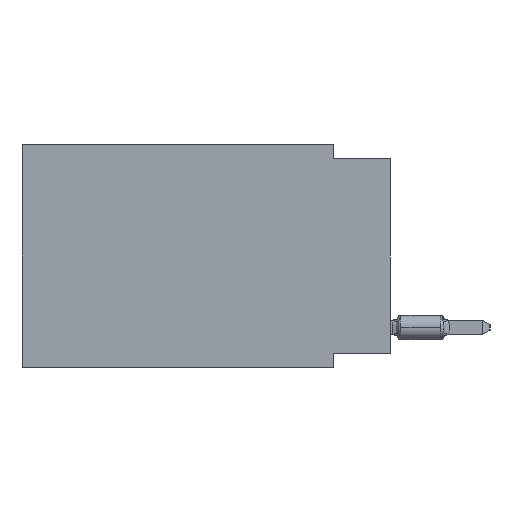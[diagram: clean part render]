
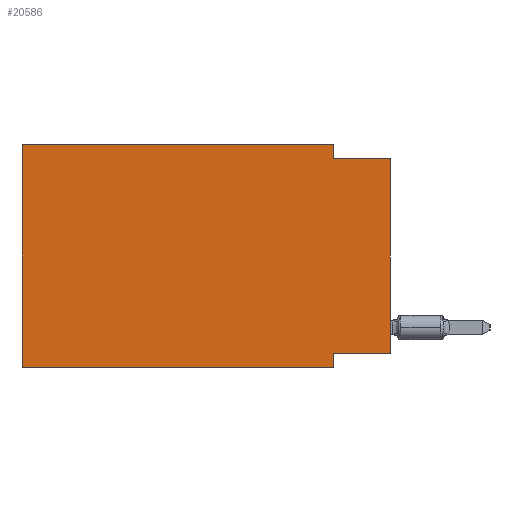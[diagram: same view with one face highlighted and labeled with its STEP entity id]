
A CAD part, left-side view. The second image highlights one B-rep face of the part: STEP entity #20586.
In plain terms, the highlighted planar face has unit normal (-1, 0, 0).
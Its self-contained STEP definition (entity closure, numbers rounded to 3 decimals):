
#162 = EDGE_CURVE ( 'NONE', #30550, #9534, #4945, .T. ) ;
#398 = CARTESIAN_POINT ( 'NONE',  ( 0., 16.383, 0. ) ) ;
#1410 = ORIENTED_EDGE ( 'NONE', *, *, #8794, .F. ) ;
#1512 = VERTEX_POINT ( 'NONE', #7034 ) ;
#2236 = CARTESIAN_POINT ( 'NONE',  ( 0., 2.54, 0. ) ) ;
#2496 = FACE_OUTER_BOUND ( 'NONE', #29538, .T. ) ;
#2636 = VERTEX_POINT ( 'NONE', #13695 ) ;
#4588 = DIRECTION ( 'NONE',  ( 0., 0., -1. ) ) ;
#4945 = LINE ( 'NONE', #25538, #8067 ) ;
#5355 = CARTESIAN_POINT ( 'NONE',  ( 0., 16.383, 0. ) ) ;
#5377 = CARTESIAN_POINT ( 'NONE',  ( 0., 16.383, -9.906 ) ) ;
#6631 = DIRECTION ( 'NONE',  ( 0., 1., 0. ) ) ;
#7034 = CARTESIAN_POINT ( 'NONE',  ( 0., 2.54, 0. ) ) ;
#7057 = ORIENTED_EDGE ( 'NONE', *, *, #10946, .F. ) ;
#7611 = CARTESIAN_POINT ( 'NONE',  ( 0., 2.54, -9.906 ) ) ;
#7933 = ORIENTED_EDGE ( 'NONE', *, *, #11709, .T. ) ;
#8067 = VECTOR ( 'NONE', #13034, 1000. ) ;
#8320 = DIRECTION ( 'NONE',  ( 0., -1., 0. ) ) ;
#8751 = EDGE_CURVE ( 'NONE', #25611, #9534, #22473, .T. ) ;
#8794 = EDGE_CURVE ( 'NONE', #1512, #30649, #25175, .T. ) ;
#8955 = ORIENTED_EDGE ( 'NONE', *, *, #9484, .F. ) ;
#9283 = VECTOR ( 'NONE', #4588, 1000. ) ;
#9484 = EDGE_CURVE ( 'NONE', #30649, #19639, #25002, .T. ) ;
#9534 = VERTEX_POINT ( 'NONE', #27195 ) ;
#9722 = LINE ( 'NONE', #32644, #17745 ) ;
#10912 = DIRECTION ( 'NONE',  ( 0., 0., 1. ) ) ;
#10946 = EDGE_CURVE ( 'NONE', #20867, #25611, #16926, .T. ) ;
#11067 = LINE ( 'NONE', #21524, #17823 ) ;
#11709 = EDGE_CURVE ( 'NONE', #20867, #19639, #9722, .T. ) ;
#12470 = EDGE_CURVE ( 'NONE', #2636, #1512, #23508, .T. ) ;
#13034 = DIRECTION ( 'NONE',  ( 0., -1., 0. ) ) ;
#13117 = PLANE ( 'NONE',  #24223 ) ;
#13628 = CARTESIAN_POINT ( 'NONE',  ( 0., 2.54, -9.271 ) ) ;
#13695 = CARTESIAN_POINT ( 'NONE',  ( 0., 16.383, 0. ) ) ;
#14351 = ORIENTED_EDGE ( 'NONE', *, *, #8751, .F. ) ;
#15646 = DIRECTION ( 'NONE',  ( 1., 0., 0. ) ) ;
#16225 = VECTOR ( 'NONE', #8320, 1000. ) ;
#16771 = ORIENTED_EDGE ( 'NONE', *, *, #27751, .F. ) ;
#16926 = LINE ( 'NONE', #29584, #27255 ) ;
#17302 = DIRECTION ( 'NONE',  ( 0., 0., 1. ) ) ;
#17745 = VECTOR ( 'NONE', #17302, 1000. ) ;
#17823 = VECTOR ( 'NONE', #10912, 1000. ) ;
#17903 = DIRECTION ( 'NONE',  ( 0., 0., -1. ) ) ;
#19639 = VERTEX_POINT ( 'NONE', #28416 ) ;
#20586 = ADVANCED_FACE ( 'NONE', ( #2496 ), #13117, .F. ) ;
#20867 = VERTEX_POINT ( 'NONE', #25230 ) ;
#21524 = CARTESIAN_POINT ( 'NONE',  ( 0., 16.383, 0. ) ) ;
#22473 = LINE ( 'NONE', #7611, #22766 ) ;
#22766 = VECTOR ( 'NONE', #17903, 1000. ) ;
#22807 = ORIENTED_EDGE ( 'NONE', *, *, #162, .T. ) ;
#23508 = LINE ( 'NONE', #398, #16225 ) ;
#24223 = AXIS2_PLACEMENT_3D ( 'NONE', #5355, #15646, #31497 ) ;
#24270 = ORIENTED_EDGE ( 'NONE', *, *, #12470, .F. ) ;
#24831 = DIRECTION ( 'NONE',  ( 0., -1., 0. ) ) ;
#25002 = LINE ( 'NONE', #27521, #30051 ) ;
#25175 = LINE ( 'NONE', #2236, #9283 ) ;
#25230 = CARTESIAN_POINT ( 'NONE',  ( 0., 0., -9.271 ) ) ;
#25538 = CARTESIAN_POINT ( 'NONE',  ( 0., 16.383, -9.906 ) ) ;
#25611 = VERTEX_POINT ( 'NONE', #13628 ) ;
#27195 = CARTESIAN_POINT ( 'NONE',  ( 0., 2.54, -9.906 ) ) ;
#27255 = VECTOR ( 'NONE', #6631, 1000. ) ;
#27521 = CARTESIAN_POINT ( 'NONE',  ( 0., 0., -0.635 ) ) ;
#27751 = EDGE_CURVE ( 'NONE', #30550, #2636, #11067, .T. ) ;
#28416 = CARTESIAN_POINT ( 'NONE',  ( 0., 0., -0.635 ) ) ;
#29538 = EDGE_LOOP ( 'NONE', ( #7933, #8955, #1410, #24270, #16771, #22807, #14351, #7057 ) ) ;
#29584 = CARTESIAN_POINT ( 'NONE',  ( 0., 0., -9.271 ) ) ;
#30051 = VECTOR ( 'NONE', #24831, 1000. ) ;
#30550 = VERTEX_POINT ( 'NONE', #5377 ) ;
#30649 = VERTEX_POINT ( 'NONE', #31516 ) ;
#31497 = DIRECTION ( 'NONE',  ( 0., 0., -1. ) ) ;
#31516 = CARTESIAN_POINT ( 'NONE',  ( 0., 2.54, -0.635 ) ) ;
#32644 = CARTESIAN_POINT ( 'NONE',  ( 0., 0., 0. ) ) ;
